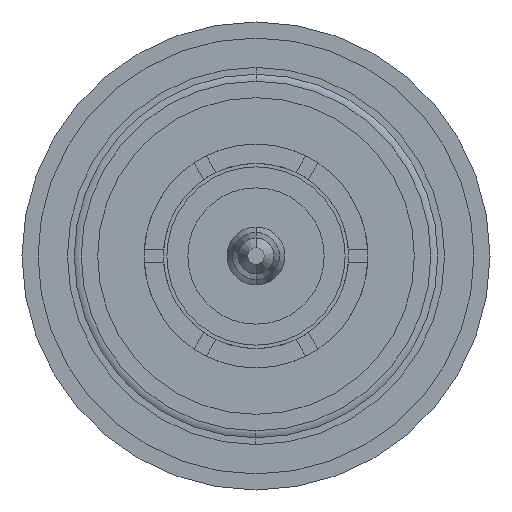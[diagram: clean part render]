
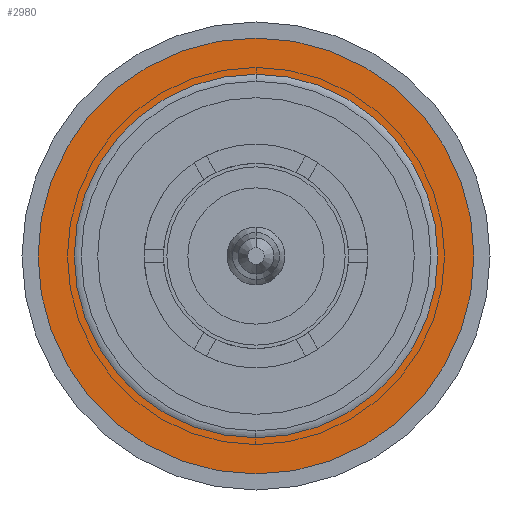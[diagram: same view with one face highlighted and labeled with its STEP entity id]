
A CAD part, front view. The second image highlights one B-rep face of the part: STEP entity #2980.
In plain terms, the highlighted planar face has unit normal (0, -1, 0).
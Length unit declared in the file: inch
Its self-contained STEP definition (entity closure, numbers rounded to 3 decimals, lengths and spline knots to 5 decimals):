
#64 = CIRCLE ( 'NONE', #4765, 0.31177 ) ;
#102 = FACE_BOUND ( 'NONE', #2559, .T. ) ;
#315 = CIRCLE ( 'NONE', #3683, 0.26 ) ;
#390 = ORIENTED_EDGE ( 'NONE', *, *, #3425, .T. ) ;
#511 = VERTEX_POINT ( 'NONE', #4213 ) ;
#561 = DIRECTION ( 'NONE',  ( 0., 0., -1. ) ) ;
#794 = AXIS2_PLACEMENT_3D ( 'NONE', #1946, #3052, #3397 ) ;
#1117 = CARTESIAN_POINT ( 'NONE',  ( 0., 0., 0. ) ) ;
#1260 = CIRCLE ( 'NONE', #3071, 0.26 ) ;
#1361 = VERTEX_POINT ( 'NONE', #3075 ) ;
#1510 = EDGE_CURVE ( 'NONE', #1361, #1665, #64, .T. ) ;
#1542 = ORIENTED_EDGE ( 'NONE', *, *, #2879, .F. ) ;
#1552 = FACE_OUTER_BOUND ( 'NONE', #2278, .T. ) ;
#1661 = ORIENTED_EDGE ( 'NONE', *, *, #1510, .T. ) ;
#1665 = VERTEX_POINT ( 'NONE', #2701 ) ;
#1863 = EDGE_CURVE ( 'NONE', #511, #3022, #315, .T. ) ;
#1902 = PLANE ( 'NONE',  #794 ) ;
#1946 = CARTESIAN_POINT ( 'NONE',  ( -0.26, 0., 0. ) ) ;
#2253 = DIRECTION ( 'NONE',  ( 0., 0., -1. ) ) ;
#2278 = EDGE_LOOP ( 'NONE', ( #1661, #390 ) ) ;
#2437 = CIRCLE ( 'NONE', #4094, 0.31177 ) ;
#2559 = EDGE_LOOP ( 'NONE', ( #3749, #1542 ) ) ;
#2701 = CARTESIAN_POINT ( 'NONE',  ( 0., 0., 0.31177 ) ) ;
#2879 = EDGE_CURVE ( 'NONE', #3022, #511, #1260, .T. ) ;
#2905 = DIRECTION ( 'NONE',  ( 0., 0., -1. ) ) ;
#2980 = ADVANCED_FACE ( 'NONE', ( #102, #1552 ), #1902, .F. ) ;
#3021 = CARTESIAN_POINT ( 'NONE',  ( 0., 0., 0. ) ) ;
#3022 = VERTEX_POINT ( 'NONE', #4519 ) ;
#3052 = DIRECTION ( 'NONE',  ( 0., 1., 0. ) ) ;
#3071 = AXIS2_PLACEMENT_3D ( 'NONE', #1117, #3716, #2905 ) ;
#3075 = CARTESIAN_POINT ( 'NONE',  ( 0., 0., -0.31177 ) ) ;
#3152 = DIRECTION ( 'NONE',  ( 0., 0., -1. ) ) ;
#3255 = DIRECTION ( 'NONE',  ( 0., -1., 0. ) ) ;
#3397 = DIRECTION ( 'NONE',  ( 0., 0., 1. ) ) ;
#3425 = EDGE_CURVE ( 'NONE', #1665, #1361, #2437, .T. ) ;
#3683 = AXIS2_PLACEMENT_3D ( 'NONE', #4674, #3914, #561 ) ;
#3716 = DIRECTION ( 'NONE',  ( 0., -1., 0. ) ) ;
#3749 = ORIENTED_EDGE ( 'NONE', *, *, #1863, .F. ) ;
#3914 = DIRECTION ( 'NONE',  ( 0., -1., 0. ) ) ;
#4069 = DIRECTION ( 'NONE',  ( 0., -1., 0. ) ) ;
#4094 = AXIS2_PLACEMENT_3D ( 'NONE', #4662, #3255, #3152 ) ;
#4213 = CARTESIAN_POINT ( 'NONE',  ( 0., 0., -0.26 ) ) ;
#4519 = CARTESIAN_POINT ( 'NONE',  ( 0., 0., 0.26 ) ) ;
#4662 = CARTESIAN_POINT ( 'NONE',  ( 0., 0., 0. ) ) ;
#4674 = CARTESIAN_POINT ( 'NONE',  ( 0., 0., 0. ) ) ;
#4765 = AXIS2_PLACEMENT_3D ( 'NONE', #3021, #4069, #2253 ) ;
